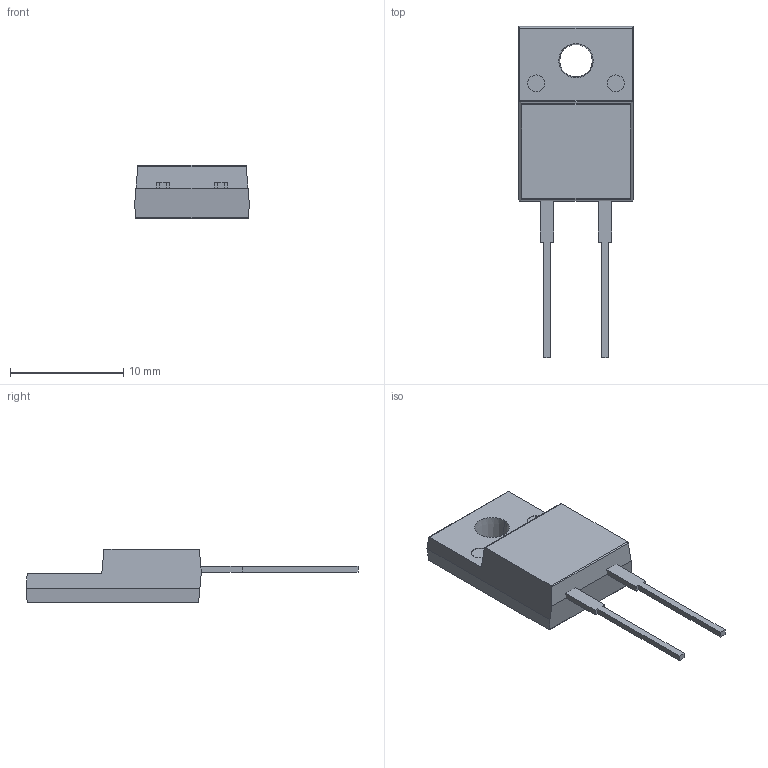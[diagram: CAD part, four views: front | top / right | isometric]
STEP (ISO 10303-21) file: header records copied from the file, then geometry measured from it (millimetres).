
FILE_DESCRIPTION (( 'STEP AP203' ), '1' );
FILE_NAME ('ITO220AC 2PIN.STEP', '2022-06-16T05:36:45', ( '' ), ( '' ), 'SwSTEP 2.0', 'SolidWorks 2019', '' );
FILE_SCHEMA (( 'CONFIG_CONTROL_DESIGN' ));
Length unit declared in the file: millimetre
Products named in the file (7): body; pad; epoxy; Al wire-die; chip; ITO220AC 2PIN; Lead-r
Assembly tree (7 placements, depth 2):
  ITO220AC 2PIN
    pad
    Lead-r
    body
    chip
    epoxy
    Al wire-die  x2
Bounding box: 10.12 x 29.26 x 4.7 mm (x, y, z)
Volume: 604.4 mm3; surface area: 819.6 mm2
Topology: 7 solids, 7 shells, 178 faces, 427 edges, 266 vertices
Faces by surface type: plane 119, cylinder 29, bspline 28, cone 2
Entity records: 5720 total; most frequent: CARTESIAN_POINT 1299, ORIENTED_EDGE 778, DIRECTION 729, EDGE_CURVE 389, LINE 305, VECTOR 305, VERTEX_POINT 246, AXIS2_PLACEMENT_3D 212
